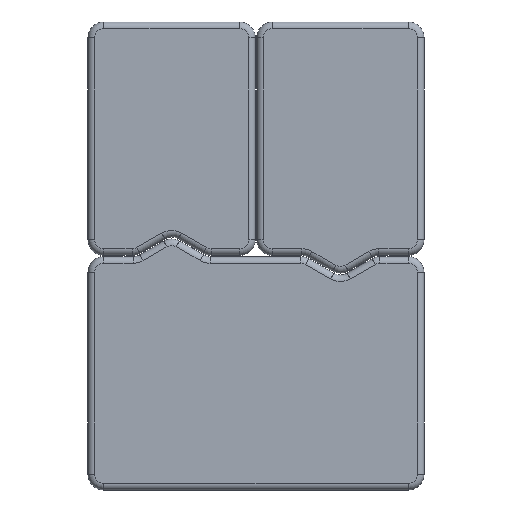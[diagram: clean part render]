
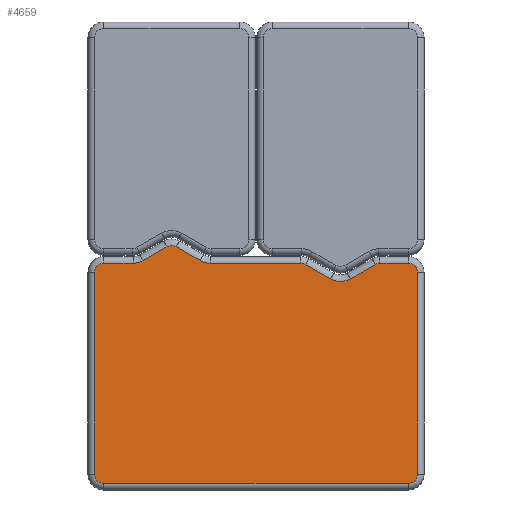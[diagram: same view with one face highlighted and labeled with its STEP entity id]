
A CAD part, front view. The second image highlights one B-rep face of the part: STEP entity #4659.
In plain terms, the highlighted planar face has unit normal (0, -1, 0).
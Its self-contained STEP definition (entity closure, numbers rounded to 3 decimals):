
#1544=DIRECTION('',(0.,0.,1.));
#1545=VECTOR('',#1544,153.);
#1546=CARTESIAN_POINT('',(122.5,0.,-165.5));
#1547=LINE('',#1546,#1545);
#1548=CARTESIAN_POINT('',(115.5,0.,-165.5));
#1549=DIRECTION('',(0.,-1.,0.));
#1550=DIRECTION('',(0.,0.,-1.));
#1551=AXIS2_PLACEMENT_3D('',#1548,#1549,#1550);
#1553=DIRECTION('',(1.,0.,0.));
#1554=VECTOR('',#1553,231.);
#1555=CARTESIAN_POINT('',(-115.5,0.,-172.5));
#1556=LINE('',#1555,#1554);
#1557=CARTESIAN_POINT('',(-115.5,0.,-165.5));
#1558=DIRECTION('',(0.,-1.,0.));
#1559=DIRECTION('',(-1.,0.,0.));
#1560=AXIS2_PLACEMENT_3D('',#1557,#1558,#1559);
#1562=DIRECTION('',(0.,0.,-1.));
#1563=VECTOR('',#1562,153.);
#1564=CARTESIAN_POINT('',(-122.5,0.,-12.5));
#1565=LINE('',#1564,#1563);
#1566=CARTESIAN_POINT('',(-115.5,0.,-12.5));
#1567=DIRECTION('',(0.,-1.,0.));
#1568=DIRECTION('',(0.,0.,1.));
#1569=AXIS2_PLACEMENT_3D('',#1566,#1567,#1568);
#1571=DIRECTION('',(-1.,0.,0.));
#1572=VECTOR('',#1571,22.304);
#1573=CARTESIAN_POINT('',(-93.196,0.,-5.5));
#1574=LINE('',#1573,#1572);
#1575=CARTESIAN_POINT('',(-93.196,0.,9.5));
#1576=DIRECTION('',(0.,1.,0.));
#1577=DIRECTION('',(0.5,0.,-0.866));
#1578=AXIS2_PLACEMENT_3D('',#1575,#1576,#1577);
#1580=DIRECTION('',(-0.866,0.,-0.5));
#1581=VECTOR('',#1580,21.011);
#1582=CARTESIAN_POINT('',(-67.5,0.,7.015));
#1583=LINE('',#1582,#1581);
#1584=CARTESIAN_POINT('',(-64.,0.,0.953));
#1585=DIRECTION('',(0.,-1.,0.));
#1586=DIRECTION('',(0.5,0.,0.866));
#1587=AXIS2_PLACEMENT_3D('',#1584,#1585,#1586);
#1589=DIRECTION('',(-0.866,0.,0.5));
#1590=VECTOR('',#1589,21.011);
#1591=CARTESIAN_POINT('',(-42.304,0.,-3.49));
#1592=LINE('',#1591,#1590);
#1593=CARTESIAN_POINT('',(-34.804,0.,9.5));
#1594=DIRECTION('',(0.,1.,0.));
#1595=DIRECTION('',(0.,0.,-1.));
#1596=AXIS2_PLACEMENT_3D('',#1593,#1594,#1595);
#1598=DIRECTION('',(-1.,0.,0.));
#1599=VECTOR('',#1598,68.804);
#1600=CARTESIAN_POINT('',(34.,0.,-5.5));
#1601=LINE('',#1600,#1599);
#1602=CARTESIAN_POINT('',(34.,0.,-12.5));
#1603=DIRECTION('',(0.,-1.,0.));
#1604=DIRECTION('',(0.5,0.,0.866));
#1605=AXIS2_PLACEMENT_3D('',#1602,#1603,#1604);
#1607=DIRECTION('',(-0.866,0.,0.5));
#1608=VECTOR('',#1607,21.939);
#1609=CARTESIAN_POINT('',(56.5,0.,-17.407));
#1610=LINE('',#1609,#1608);
#1611=CARTESIAN_POINT('',(64.,0.,-4.417));
#1612=DIRECTION('',(0.,1.,0.));
#1613=DIRECTION('',(0.5,0.,-0.866));
#1614=AXIS2_PLACEMENT_3D('',#1611,#1612,#1613);
#1616=DIRECTION('',(-0.866,0.,-0.5));
#1617=VECTOR('',#1616,21.939);
#1618=CARTESIAN_POINT('',(90.5,0.,-6.438));
#1619=LINE('',#1618,#1617);
#1620=CARTESIAN_POINT('',(94.,0.,-12.5));
#1621=DIRECTION('',(0.,-1.,0.));
#1622=DIRECTION('',(0.,0.,1.));
#1623=AXIS2_PLACEMENT_3D('',#1620,#1621,#1622);
#1625=DIRECTION('',(-1.,0.,0.));
#1626=VECTOR('',#1625,21.5);
#1627=CARTESIAN_POINT('',(115.5,0.,-5.5));
#1628=LINE('',#1627,#1626);
#1629=CARTESIAN_POINT('',(115.5,0.,-12.5));
#1630=DIRECTION('',(0.,-1.,0.));
#1631=DIRECTION('',(1.,0.,0.));
#1632=AXIS2_PLACEMENT_3D('',#1629,#1630,#1631);
#2086=CARTESIAN_POINT('',(122.5,0.,-165.5));
#2087=CARTESIAN_POINT('',(122.5,0.,-12.5));
#2088=VERTEX_POINT('',#2086);
#2089=VERTEX_POINT('',#2087);
#2094=CARTESIAN_POINT('',(-93.196,0.,-5.5));
#2095=CARTESIAN_POINT('',(-115.5,0.,-5.5));
#2096=VERTEX_POINT('',#2094);
#2097=VERTEX_POINT('',#2095);
#2102=CARTESIAN_POINT('',(-122.5,0.,-12.5));
#2103=VERTEX_POINT('',#2102);
#2106=CARTESIAN_POINT('',(-122.5,0.,-165.5));
#2107=VERTEX_POINT('',#2106);
#2110=CARTESIAN_POINT('',(-115.5,0.,-172.5));
#2111=VERTEX_POINT('',#2110);
#2114=CARTESIAN_POINT('',(115.5,0.,-172.5));
#2115=VERTEX_POINT('',#2114);
#2166=CARTESIAN_POINT('',(115.5,0.,-5.5));
#2167=CARTESIAN_POINT('',(94.,0.,-5.5));
#2168=VERTEX_POINT('',#2166);
#2169=VERTEX_POINT('',#2167);
#2258=CARTESIAN_POINT('',(90.5,0.,-6.438));
#2259=VERTEX_POINT('',#2258);
#2262=CARTESIAN_POINT('',(71.5,0.,-17.407));
#2263=VERTEX_POINT('',#2262);
#2266=CARTESIAN_POINT('',(56.5,0.,-17.407));
#2267=VERTEX_POINT('',#2266);
#2270=CARTESIAN_POINT('',(37.5,0.,-6.438));
#2271=VERTEX_POINT('',#2270);
#2274=CARTESIAN_POINT('',(34.,0.,-5.5));
#2275=VERTEX_POINT('',#2274);
#2278=CARTESIAN_POINT('',(-34.804,0.,-5.5));
#2279=VERTEX_POINT('',#2278);
#2282=CARTESIAN_POINT('',(-42.304,0.,-3.49));
#2283=VERTEX_POINT('',#2282);
#2286=CARTESIAN_POINT('',(-60.5,0.,7.015));
#2287=VERTEX_POINT('',#2286);
#2290=CARTESIAN_POINT('',(-67.5,0.,7.015));
#2291=VERTEX_POINT('',#2290);
#2294=CARTESIAN_POINT('',(-85.696,0.,-3.49));
#2295=VERTEX_POINT('',#2294);
#4613=CARTESIAN_POINT('',(0.,0.,0.));
#4614=DIRECTION('',(0.,1.,0.));
#4615=DIRECTION('',(1.,0.,0.));
#4616=AXIS2_PLACEMENT_3D('',#4613,#4614,#4615);
#4617=PLANE('',#4616);
#4619=ORIENTED_EDGE('',*,*,#4618,.F.);
#4621=ORIENTED_EDGE('',*,*,#4620,.F.);
#4623=ORIENTED_EDGE('',*,*,#4622,.F.);
#4625=ORIENTED_EDGE('',*,*,#4624,.F.);
#4627=ORIENTED_EDGE('',*,*,#4626,.F.);
#4629=ORIENTED_EDGE('',*,*,#4628,.F.);
#4631=ORIENTED_EDGE('',*,*,#4630,.F.);
#4633=ORIENTED_EDGE('',*,*,#4632,.F.);
#4635=ORIENTED_EDGE('',*,*,#4634,.F.);
#4637=ORIENTED_EDGE('',*,*,#4636,.F.);
#4639=ORIENTED_EDGE('',*,*,#4638,.F.);
#4641=ORIENTED_EDGE('',*,*,#4640,.F.);
#4643=ORIENTED_EDGE('',*,*,#4642,.F.);
#4645=ORIENTED_EDGE('',*,*,#4644,.F.);
#4647=ORIENTED_EDGE('',*,*,#4646,.F.);
#4649=ORIENTED_EDGE('',*,*,#4648,.F.);
#4650=ORIENTED_EDGE('',*,*,#4603,.F.);
#4652=ORIENTED_EDGE('',*,*,#4651,.F.);
#4654=ORIENTED_EDGE('',*,*,#4653,.F.);
#4656=ORIENTED_EDGE('',*,*,#4655,.F.);
#4657=EDGE_LOOP('',(#4619,#4621,#4623,#4625,#4627,#4629,#4631,#4633,#4635,#4637,
#4639,#4641,#4643,#4645,#4647,#4649,#4650,#4652,#4654,#4656));
#4658=FACE_OUTER_BOUND('',#4657,.F.);
#4659=ADVANCED_FACE('',(#4658),#4617,.F.);
#1552=CIRCLE('',#1551,7.);
#1561=CIRCLE('',#1560,7.);
#1570=CIRCLE('',#1569,7.);
#1579=CIRCLE('',#1578,15.);
#1588=CIRCLE('',#1587,7.);
#1597=CIRCLE('',#1596,15.);
#1606=CIRCLE('',#1605,7.);
#1615=CIRCLE('',#1614,15.);
#1624=CIRCLE('',#1623,7.);
#1633=CIRCLE('',#1632,7.);
#4603=EDGE_CURVE('',#2259,#2263,#1619,.T.);
#4618=EDGE_CURVE('',#2088,#2089,#1547,.T.);
#4620=EDGE_CURVE('',#2115,#2088,#1552,.T.);
#4622=EDGE_CURVE('',#2111,#2115,#1556,.T.);
#4624=EDGE_CURVE('',#2107,#2111,#1561,.T.);
#4626=EDGE_CURVE('',#2103,#2107,#1565,.T.);
#4628=EDGE_CURVE('',#2097,#2103,#1570,.T.);
#4630=EDGE_CURVE('',#2096,#2097,#1574,.T.);
#4632=EDGE_CURVE('',#2295,#2096,#1579,.T.);
#4634=EDGE_CURVE('',#2291,#2295,#1583,.T.);
#4636=EDGE_CURVE('',#2287,#2291,#1588,.T.);
#4638=EDGE_CURVE('',#2283,#2287,#1592,.T.);
#4640=EDGE_CURVE('',#2279,#2283,#1597,.T.);
#4642=EDGE_CURVE('',#2275,#2279,#1601,.T.);
#4644=EDGE_CURVE('',#2271,#2275,#1606,.T.);
#4646=EDGE_CURVE('',#2267,#2271,#1610,.T.);
#4648=EDGE_CURVE('',#2263,#2267,#1615,.T.);
#4651=EDGE_CURVE('',#2169,#2259,#1624,.T.);
#4653=EDGE_CURVE('',#2168,#2169,#1628,.T.);
#4655=EDGE_CURVE('',#2089,#2168,#1633,.T.);
